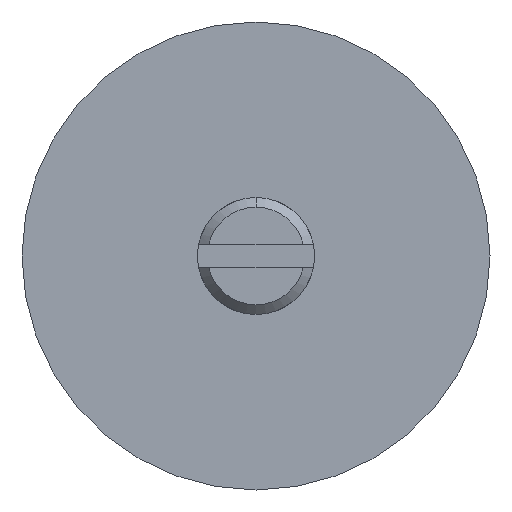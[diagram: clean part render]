
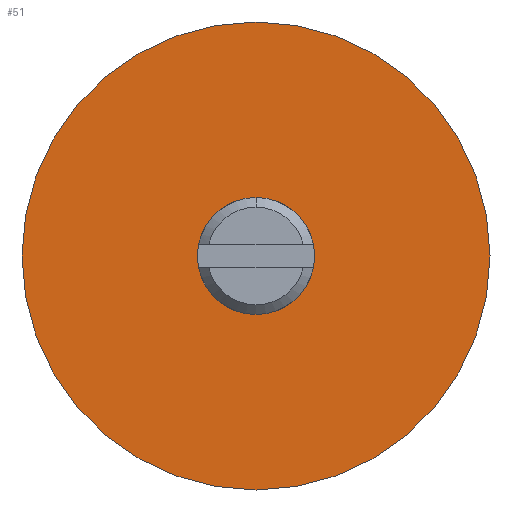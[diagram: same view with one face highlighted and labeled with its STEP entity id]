
A CAD part, front view. The second image highlights one B-rep face of the part: STEP entity #51.
In plain terms, the highlighted planar face has unit normal (0, -1, 0).
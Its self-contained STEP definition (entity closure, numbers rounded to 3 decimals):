
#50 = ORIENTED_EDGE ( 'NONE', *, *, #161, .F. ) ;
#51 = ADVANCED_FACE ( 'NONE', ( #186, #185 ), #184, .T. ) ;
#52 = EDGE_LOOP ( 'NONE', ( #229, #50 ) ) ;
#54 = EDGE_CURVE ( 'NONE', #242, #135, #179, .T. ) ;
#81 = ORIENTED_EDGE ( 'NONE', *, *, #241, .F. ) ;
#135 = VERTEX_POINT ( 'NONE', #427 ) ;
#160 = ORIENTED_EDGE ( 'NONE', *, *, #54, .F. ) ;
#161 = EDGE_CURVE ( 'NONE', #208, #207, #468, .T. ) ;
#162 = EDGE_LOOP ( 'NONE', ( #160, #81 ) ) ;
#175 = DIRECTION ( 'NONE',  ( 0., 0., -1. ) ) ;
#176 = DIRECTION ( 'NONE',  ( 0., -1., 0. ) ) ;
#177 = CARTESIAN_POINT ( 'NONE',  ( 0., -16.5, 0. ) ) ;
#178 = AXIS2_PLACEMENT_3D ( 'NONE', #177, #176, #175 ) ;
#179 = CIRCLE ( 'NONE', #178, 3. ) ;
#180 = DIRECTION ( 'NONE',  ( 0., 0., -1. ) ) ;
#181 = DIRECTION ( 'NONE',  ( 0., -1., 0. ) ) ;
#182 = CARTESIAN_POINT ( 'NONE',  ( 0., -16.5, 0. ) ) ;
#183 = AXIS2_PLACEMENT_3D ( 'NONE', #182, #181, #180 ) ;
#184 = PLANE ( 'NONE',  #183 ) ;
#185 = FACE_BOUND ( 'NONE', #162, .T. ) ;
#186 = FACE_OUTER_BOUND ( 'NONE', #52, .T. ) ;
#206 = EDGE_CURVE ( 'NONE', #207, #208, #381, .T. ) ;
#207 = VERTEX_POINT ( 'NONE', #309 ) ;
#208 = VERTEX_POINT ( 'NONE', #308 ) ;
#229 = ORIENTED_EDGE ( 'NONE', *, *, #206, .F. ) ;
#241 = EDGE_CURVE ( 'NONE', #135, #242, #491, .T. ) ;
#242 = VERTEX_POINT ( 'NONE', #514 ) ;
#308 = CARTESIAN_POINT ( 'NONE',  ( 0., -16.5, -12. ) ) ;
#309 = CARTESIAN_POINT ( 'NONE',  ( 0., -16.5, 12. ) ) ;
#322 = CARTESIAN_POINT ( 'NONE',  ( 0., -16.5, 0. ) ) ;
#378 = DIRECTION ( 'NONE',  ( 0., 0., 1. ) ) ;
#379 = DIRECTION ( 'NONE',  ( 0., 1., 0. ) ) ;
#380 = AXIS2_PLACEMENT_3D ( 'NONE', #387, #379, #378 ) ;
#381 = CIRCLE ( 'NONE', #380, 12. ) ;
#387 = CARTESIAN_POINT ( 'NONE',  ( 0., -16.5, 0. ) ) ;
#427 = CARTESIAN_POINT ( 'NONE',  ( 0., -16.5, -3. ) ) ;
#465 = DIRECTION ( 'NONE',  ( 0., 0., 1. ) ) ;
#466 = DIRECTION ( 'NONE',  ( 0., 1., 0. ) ) ;
#467 = AXIS2_PLACEMENT_3D ( 'NONE', #322, #466, #465 ) ;
#468 = CIRCLE ( 'NONE', #467, 12. ) ;
#491 = CIRCLE ( 'NONE', #513, 3. ) ;
#513 = AXIS2_PLACEMENT_3D ( 'NONE', #517, #516, #515 ) ;
#514 = CARTESIAN_POINT ( 'NONE',  ( 0., -16.5, 3. ) ) ;
#515 = DIRECTION ( 'NONE',  ( 0., 0., -1. ) ) ;
#516 = DIRECTION ( 'NONE',  ( 0., -1., 0. ) ) ;
#517 = CARTESIAN_POINT ( 'NONE',  ( 0., -16.5, 0. ) ) ;
